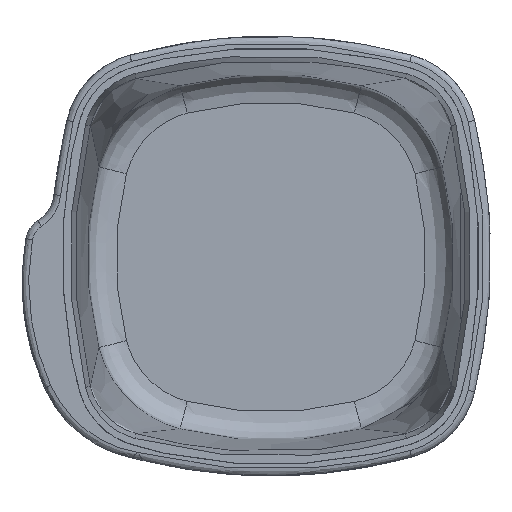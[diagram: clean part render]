
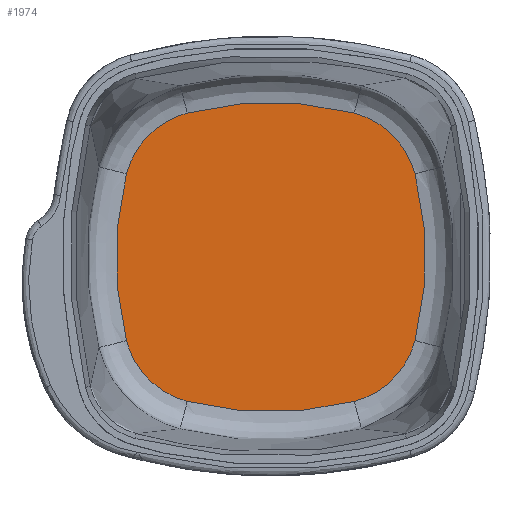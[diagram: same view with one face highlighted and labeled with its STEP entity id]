
A CAD part, top view. The second image highlights one B-rep face of the part: STEP entity #1974.
In plain terms, the highlighted free-form (B-spline) face has degree [1, 1] with [2, 2] control points.
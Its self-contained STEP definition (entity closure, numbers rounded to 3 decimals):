
#1634 = VERTEX_POINT('',#1635);
#1635 = CARTESIAN_POINT('',(-22.763,-39.303,
    -71.383));
#1646 = EDGE_CURVE('',#1634,#1647,#1649,.T.);
#1647 = VERTEX_POINT('',#1648);
#1648 = CARTESIAN_POINT('',(-39.343,-22.709,
    -71.383));
#1649 = B_SPLINE_CURVE_WITH_KNOTS('',3,(#1650,#1651,#1652,#1653,#1654,
    #1655),.UNSPECIFIED.,.F.,.F.,(4,2,4),(0.,0.5,1.),.UNSPECIFIED.);
#1650 = CARTESIAN_POINT('',(-22.763,-39.303,
    -71.383));
#1651 = CARTESIAN_POINT('',(-26.762,-38.256,
    -71.383));
#1652 = CARTESIAN_POINT('',(-30.434,-36.129,
    -71.383));
#1653 = CARTESIAN_POINT('',(-36.193,-30.358,
    -71.383));
#1654 = CARTESIAN_POINT('',(-38.299,-26.709,
    -71.383));
#1655 = CARTESIAN_POINT('',(-39.343,-22.709,
    -71.383));
#1752 = VERTEX_POINT('',#1753);
#1753 = CARTESIAN_POINT('',(-22.763,39.303,
    -71.383));
#1778 = VERTEX_POINT('',#1779);
#1779 = CARTESIAN_POINT('',(-39.343,22.709,
    -71.383));
#1788 = EDGE_CURVE('',#1778,#1752,#1789,.T.);
#1789 = B_SPLINE_CURVE_WITH_KNOTS('',3,(#1790,#1791,#1792,#1793,#1794,
    #1795,#1796,#1797),.UNSPECIFIED.,.F.,.F.,(4,2,2,4),(0.,0.25,0.5,1.),
  .UNSPECIFIED.);
#1790 = CARTESIAN_POINT('',(-39.343,22.709,
    -71.383));
#1791 = CARTESIAN_POINT('',(-38.82,24.713,
    -71.383));
#1792 = CARTESIAN_POINT('',(-38.046,26.598,
    -71.383));
#1793 = CARTESIAN_POINT('',(-36.022,30.138,
    -71.383));
#1794 = CARTESIAN_POINT('',(-34.751,31.803,
    -71.383));
#1795 = CARTESIAN_POINT('',(-30.423,36.138,
    -71.383));
#1796 = CARTESIAN_POINT('',(-26.77,38.254,
    -71.383));
#1797 = CARTESIAN_POINT('',(-22.763,39.303,
    -71.383));
#1974 = ADVANCED_FACE('',(#1975),#2035,.T.);
#1975 = FACE_BOUND('',#1976,.T.);
#1976 = EDGE_LOOP('',(#1977,#1978,#1987,#2000,#2009,#2020,#2027,#2028));
#1977 = ORIENTED_EDGE('',*,*,#1646,.F.);
#1978 = ORIENTED_EDGE('',*,*,#1979,.F.);
#1979 = EDGE_CURVE('',#1980,#1634,#1982,.T.);
#1980 = VERTEX_POINT('',#1981);
#1981 = CARTESIAN_POINT('',(22.763,-39.303,
    -71.383));
#1982 = B_SPLINE_CURVE_WITH_KNOTS('',3,(#1983,#1984,#1985,#1986),
  .UNSPECIFIED.,.F.,.F.,(4,4),(0.,1.),.PIECEWISE_BEZIER_KNOTS.);
#1983 = CARTESIAN_POINT('',(22.763,-39.303,
    -71.383));
#1984 = CARTESIAN_POINT('',(7.884,-43.208,
    -71.383));
#1985 = CARTESIAN_POINT('',(-7.884,-43.208,
    -71.383));
#1986 = CARTESIAN_POINT('',(-22.763,-39.303,
    -71.383));
#1987 = ORIENTED_EDGE('',*,*,#1988,.F.);
#1988 = EDGE_CURVE('',#1989,#1980,#1991,.T.);
#1989 = VERTEX_POINT('',#1990);
#1990 = CARTESIAN_POINT('',(39.343,-22.709,
    -71.383));
#1991 = B_SPLINE_CURVE_WITH_KNOTS('',3,(#1992,#1993,#1994,#1995,#1996,
    #1997,#1998,#1999),.UNSPECIFIED.,.F.,.F.,(4,2,2,4),(0.,0.25,0.5,1.),
  .UNSPECIFIED.);
#1992 = CARTESIAN_POINT('',(39.343,-22.709,
    -71.383));
#1993 = CARTESIAN_POINT('',(38.82,-24.713,
    -71.383));
#1994 = CARTESIAN_POINT('',(38.046,-26.598,
    -71.383));
#1995 = CARTESIAN_POINT('',(36.022,-30.138,
    -71.383));
#1996 = CARTESIAN_POINT('',(34.751,-31.803,
    -71.383));
#1997 = CARTESIAN_POINT('',(30.423,-36.138,
    -71.383));
#1998 = CARTESIAN_POINT('',(26.77,-38.254,
    -71.383));
#1999 = CARTESIAN_POINT('',(22.763,-39.303,
    -71.383));
#2000 = ORIENTED_EDGE('',*,*,#2001,.F.);
#2001 = EDGE_CURVE('',#2002,#1989,#2004,.T.);
#2002 = VERTEX_POINT('',#2003);
#2003 = CARTESIAN_POINT('',(39.343,22.709,
    -71.383));
#2004 = B_SPLINE_CURVE_WITH_KNOTS('',3,(#2005,#2006,#2007,#2008),
  .UNSPECIFIED.,.F.,.F.,(4,4),(0.,1.),.PIECEWISE_BEZIER_KNOTS.);
#2005 = CARTESIAN_POINT('',(39.343,22.709,
    -71.383));
#2006 = CARTESIAN_POINT('',(43.195,7.858,
    -71.383));
#2007 = CARTESIAN_POINT('',(43.195,-7.858,
    -71.383));
#2008 = CARTESIAN_POINT('',(39.343,-22.709,
    -71.383));
#2009 = ORIENTED_EDGE('',*,*,#2010,.F.);
#2010 = EDGE_CURVE('',#2011,#2002,#2013,.T.);
#2011 = VERTEX_POINT('',#2012);
#2012 = CARTESIAN_POINT('',(22.763,39.303,
    -71.383));
#2013 = B_SPLINE_CURVE_WITH_KNOTS('',3,(#2014,#2015,#2016,#2017,#2018,
    #2019),.UNSPECIFIED.,.F.,.F.,(4,2,4),(0.,0.5,1.),.UNSPECIFIED.);
#2014 = CARTESIAN_POINT('',(22.763,39.303,
    -71.383));
#2015 = CARTESIAN_POINT('',(26.762,38.256,
    -71.383));
#2016 = CARTESIAN_POINT('',(30.434,36.129,
    -71.383));
#2017 = CARTESIAN_POINT('',(36.193,30.358,
    -71.383));
#2018 = CARTESIAN_POINT('',(38.299,26.709,
    -71.383));
#2019 = CARTESIAN_POINT('',(39.343,22.709,
    -71.383));
#2020 = ORIENTED_EDGE('',*,*,#2021,.F.);
#2021 = EDGE_CURVE('',#1752,#2011,#2022,.T.);
#2022 = B_SPLINE_CURVE_WITH_KNOTS('',3,(#2023,#2024,#2025,#2026),
  .UNSPECIFIED.,.F.,.F.,(4,4),(0.,1.),.PIECEWISE_BEZIER_KNOTS.);
#2023 = CARTESIAN_POINT('',(-22.763,39.303,
    -71.383));
#2024 = CARTESIAN_POINT('',(-7.884,43.208,
    -71.383));
#2025 = CARTESIAN_POINT('',(7.884,43.208,
    -71.383));
#2026 = CARTESIAN_POINT('',(22.763,39.303,
    -71.383));
#2027 = ORIENTED_EDGE('',*,*,#1788,.F.);
#2028 = ORIENTED_EDGE('',*,*,#2029,.F.);
#2029 = EDGE_CURVE('',#1647,#1778,#2030,.T.);
#2030 = B_SPLINE_CURVE_WITH_KNOTS('',3,(#2031,#2032,#2033,#2034),
  .UNSPECIFIED.,.F.,.F.,(4,4),(0.,1.),.PIECEWISE_BEZIER_KNOTS.);
#2031 = CARTESIAN_POINT('',(-39.343,-22.709,
    -71.383));
#2032 = CARTESIAN_POINT('',(-43.195,-7.858,
    -71.383));
#2033 = CARTESIAN_POINT('',(-43.195,7.858,
    -71.383));
#2034 = CARTESIAN_POINT('',(-39.343,22.709,
    -71.383));
#2035 = B_SPLINE_SURFACE_WITH_KNOTS('',1,1,(
    (#2036,#2037)
    ,(#2038,#2039
    )),.UNSPECIFIED.,.F.,.F.,.F.,(2,2),(2,2),(-36.508,
    36.508),(-36.518,36.518),
  .PIECEWISE_BEZIER_KNOTS.);
#2036 = CARTESIAN_POINT('',(-43.195,-43.208,
    -71.383));
#2037 = CARTESIAN_POINT('',(-43.195,43.208,
    -71.383));
#2038 = CARTESIAN_POINT('',(43.195,-43.208,
    -71.383));
#2039 = CARTESIAN_POINT('',(43.195,43.208,
    -71.383));
